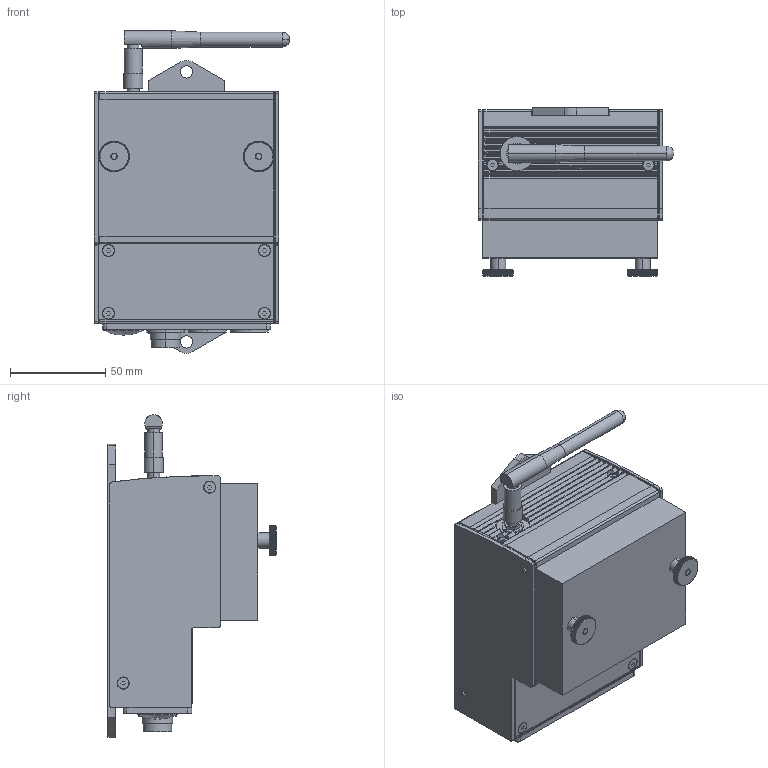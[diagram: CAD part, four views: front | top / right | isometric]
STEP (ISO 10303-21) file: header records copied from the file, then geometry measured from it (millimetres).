
FILE_DESCRIPTION((''),'2;1');
FILE_NAME('T1904032_stp.stp','2019-04-03T13:41:09',(''),(''),'Mechanical Desktop 2009','Mechanical Desktop 2009',', , ');
FILE_SCHEMA(('CONFIG_CONTROL_DESIGN'));
Length unit declared in the file: millimetre
Products named in the file (49): T1904032_STP; T1401312A; T1401312; ANTENNE_RN-SMA-4; ANTENNE_RN-SMA-4A; TEIL1; TEIL2; TEIL3; T1002151A; T1002151; T1002152A; T1002152; T1002159; T1002159A; SENKSCHRAUBE_I-6KT_M3X6; SENKSCHRAUBE_I-6KT_M3X6A; T1002155A; T1002155; SENKSCHRAUBE_I-6KT_M3X8A; SENKSCHRAUBE_I-6KT_M3X8; T1002158; T1002158A; T1002119; T1002119A; FLANSCHSTECKER_09-0115-00-05; FLANSCHSTECKER_09-0115-00-05A; FLANSCHDOSE_09-0116-00-05; FLANSCHDOSE_09-0116-00-05A; VERSCHLUSSKAPPE_M18_0.75; VERSCHLUSSKAPPE_M18_0.75A; T1904031_STP; T1401317A; T1401317; T1401319; RAENDELMUTTER_M4A; RAENDELMUTTER_M4; T1401301; T1401301A; T1401319|AVE_RENDER; T1401319|AVE_GLOBAL ...
Assembly tree (89 placements, depth 5):
  T1904032_STP
    T1401312A
      T1401312
    ANTENNE_RN-SMA-4
      ANTENNE_RN-SMA-4A
    TEIL1
    TEIL2  x2
    TEIL3
    T1002151A
      T1002151
    T1002152A
      T1002152
    T1002159  x2
      T1002159A
    SENKSCHRAUBE_I-6KT_M3X6  x12
      SENKSCHRAUBE_I-6KT_M3X6A
    T1002155A
      T1002155
    SENKSCHRAUBE_I-6KT_M3X8A  x6
      SENKSCHRAUBE_I-6KT_M3X8
    T1002158
      T1002158A
    T1002119
      T1002119A
    FLANSCHSTECKER_09-0115-00-05
      FLANSCHSTECKER_09-0115-00-05A
    FLANSCHDOSE_09-0116-00-05  x2
      FLANSCHDOSE_09-0116-00-05A
    VERSCHLUSSKAPPE_M18_0.75
      VERSCHLUSSKAPPE_M18_0.75A
    T1904031_STP
      T1401317A
        T1401317
      T1401319  x2
        RAENDELMUTTER_M4A
          RAENDELMUTTER_M4
        T1401301
          T1401301A
        T1401319|AVE_RENDER
        T1401319|AVE_GLOBAL
        T1401319|RM_SDB
      KONTAKTSTIFT FK-535A  x2
        KONTAKTSTIFT FK-535
      T1401321A
        T1401321
      T1904031_stp|AVE_RENDER  x8
      T1904031_stp|AVE_GLOBAL
      T1904031_stp|RM_SDB  x3
    RM_SDB  x3
Bounding box: 102.85 x 88.4 x 169.6 mm (x, y, z)
Volume: 296068 mm3; surface area: 202285.2 mm2
Topology: 43 solids, 43 shells, 1982 faces, 5180 edges, 3331 vertices
Faces by surface type: plane 999, cylinder 727, cone 238, torus 10, sphere 8
Entity records: 37947 total; most frequent: CARTESIAN_POINT 7626, DIRECTION 6337, ORIENTED_EDGE 6288, EDGE_CURVE 3144, AXIS2_PLACEMENT_3D 2409, VERTEX_POINT 2045, VECTOR 1519, LINE 1519
